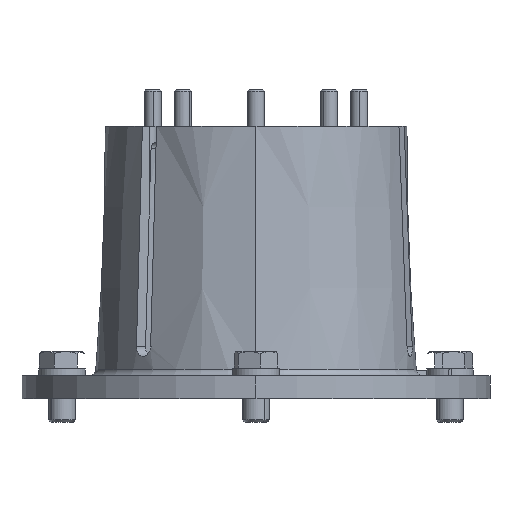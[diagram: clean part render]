
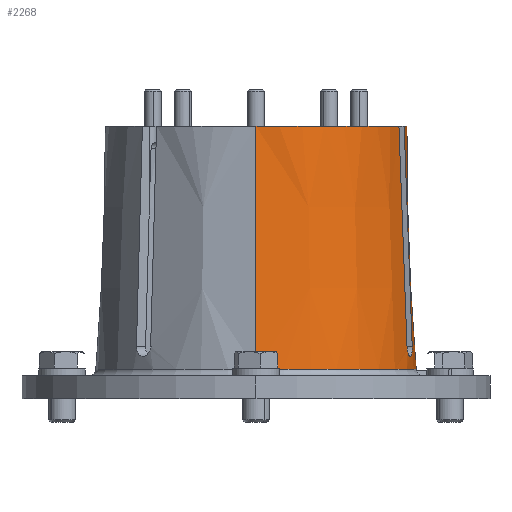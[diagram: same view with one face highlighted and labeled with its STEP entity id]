
A CAD part, front view. The second image highlights one B-rep face of the part: STEP entity #2268.
In plain terms, the highlighted conical face has half-angle 2.173 degrees and reference radius 71.705 mm.
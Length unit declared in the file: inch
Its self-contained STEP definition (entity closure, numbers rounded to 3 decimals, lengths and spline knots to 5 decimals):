
#98 = EDGE_LOOP ( 'NONE', ( #6743, #10445, #5606, #4633, #7074, #5324, #8729, #10594 ) ) ;
#153 = CARTESIAN_POINT ( 'NONE',  ( 2.76934, -0.54793, 5.005 ) ) ;
#467 = EDGE_CURVE ( 'NONE', #5236, #8221, #1187, .T. ) ;
#484 = B_SPLINE_CURVE_WITH_KNOTS ( 'NONE', 3,
 ( #2330, #6435, #3999, #9765, #4817, #10569, #5647, #700, #6466, #1532, #7310, #2361, #8124, #3194, #8961, #4031, #9797, #4844, #10595, #5678, #738, #6496, #1561, #7348, #2393, #8154, #3228, #8998, #4057, #9827, #4884, #10628, #5709, #769 ),
 .UNSPECIFIED., .F., .F.,
 ( 4, 2, 2, 2, 2, 2, 2, 2, 2, 2, 2, 2, 2, 2, 2, 2, 4 ),
 ( 0., 0.00093, 0.00186, 0.00279, 0.00373, 0.00466, 0.00559, 0.00652, 0.00745, 0.00838, 0.00931, 0.01025, 0.01118, 0.01211, 0.01304, 0.01397, 0.0149 ),
 .UNSPECIFIED. ) ;
#688 = CARTESIAN_POINT ( 'NONE',  ( 2.92063, -0.58847, 0.885 ) ) ;
#700 = CARTESIAN_POINT ( 'NONE',  ( 2.91701, -0.62718, 0.77075 ) ) ;
#738 = CARTESIAN_POINT ( 'NONE',  ( 2.86815, -0.83095, 0.70704 ) ) ;
#769 = CARTESIAN_POINT ( 'NONE',  ( 2.82357, -0.95069, 0.885 ) ) ;
#883 = VERTEX_POINT ( 'NONE', #4662 ) ;
#908 = AXIS2_PLACEMENT_3D ( 'NONE', #7921, #3834, #9599 ) ;
#1160 = DIRECTION ( 'NONE',  ( 0., -0.038, -0.999 ) ) ;
#1187 = B_SPLINE_CURVE_WITH_KNOTS ( 'NONE', 3,
 ( #2619, #5113, #6750, #1830, #7585, #2658, #8411 ),
 .UNSPECIFIED., .F., .F.,
 ( 4, 3, 4 ),
 ( 0., 0.08896, 0.10472 ),
 .UNSPECIFIED. ) ;
#1279 = EDGE_CURVE ( 'NONE', #8030, #5089, #4115, .T. ) ;
#1532 = CARTESIAN_POINT ( 'NONE',  ( 2.91259, -0.65207, 0.74381 ) ) ;
#1561 = CARTESIAN_POINT ( 'NONE',  ( 2.85803, -0.86311, 0.7223 ) ) ;
#1578 = DIRECTION ( 'NONE',  ( 0., 0., 1. ) ) ;
#1682 = CIRCLE ( 'NONE', #5703, 2.82303 ) ;
#1830 = CARTESIAN_POINT ( 'NONE',  ( 2.69505, -0.91625, 4.38501 ) ) ;
#1853 = B_SPLINE_CURVE_WITH_KNOTS ( 'NONE', 3,
 ( #8919, #5598, #9754, #4806, #10558, #5636, #688 ),
 .UNSPECIFIED., .F., .F.,
 ( 4, 3, 4 ),
 ( -0.01576, 0., 0.08896 ),
 .UNSPECIFIED. ) ;
#2140 = CIRCLE ( 'NONE', #3469, 2.82303 ) ;
#2186 = CARTESIAN_POINT ( 'NONE',  ( 0., 2.82303, 5.005 ) ) ;
#2268 = ADVANCED_FACE ( 'NONE', ( #5513 ), #7441, .T. ) ;
#2330 = CARTESIAN_POINT ( 'NONE',  ( 2.92063, -0.58847, 0.885 ) ) ;
#2361 = CARTESIAN_POINT ( 'NONE',  ( 2.9067, -0.68146, 0.72234 ) ) ;
#2393 = CARTESIAN_POINT ( 'NONE',  ( 2.84848, -0.89139, 0.74362 ) ) ;
#2410 = CARTESIAN_POINT ( 'NONE',  ( 0., -2.99544, 0.46026 ) ) ;
#2619 = CARTESIAN_POINT ( 'NONE',  ( 2.82357, -0.95069, 0.885 ) ) ;
#2658 = CARTESIAN_POINT ( 'NONE',  ( 2.67987, -0.91218, 4.79834 ) ) ;
#2690 = EDGE_CURVE ( 'NONE', #8221, #8447, #2140, .T. ) ;
#3182 = EDGE_CURVE ( 'NONE', #4709, #883, #1853, .T. ) ;
#3194 = CARTESIAN_POINT ( 'NONE',  ( 2.89943, -0.71417, 0.70714 ) ) ;
#3228 = CARTESIAN_POINT ( 'NONE',  ( 2.83983, -0.91523, 0.77058 ) ) ;
#3469 = AXIS2_PLACEMENT_3D ( 'NONE', #4872, #10617, #5696 ) ;
#3618 = CARTESIAN_POINT ( 'NONE',  ( 0., 2.82303, 5.005 ) ) ;
#3834 = DIRECTION ( 'NONE',  ( 0., 0., -1. ) ) ;
#3906 = CARTESIAN_POINT ( 'NONE',  ( 0., 0., 5.005 ) ) ;
#3999 = CARTESIAN_POINT ( 'NONE',  ( 2.92129, -0.5899, 0.86043 ) ) ;
#4031 = CARTESIAN_POINT ( 'NONE',  ( 2.89091, -0.7492, 0.6987 ) ) ;
#4057 = CARTESIAN_POINT ( 'NONE',  ( 2.83265, -0.93344, 0.80182 ) ) ;
#4115 = LINE ( 'NONE', #3618, #6029 ) ;
#4633 = ORIENTED_EDGE ( 'NONE', *, *, #1279, .F. ) ;
#4662 = CARTESIAN_POINT ( 'NONE',  ( 2.92063, -0.58847, 0.885 ) ) ;
#4709 = VERTEX_POINT ( 'NONE', #153 ) ;
#4727 = DIRECTION ( 'NONE',  ( 0., 1., 0. ) ) ;
#4806 = CARTESIAN_POINT ( 'NONE',  ( 2.79211, -0.55403, 4.38501 ) ) ;
#4817 = CARTESIAN_POINT ( 'NONE',  ( 2.92094, -0.59847, 0.82457 ) ) ;
#4844 = CARTESIAN_POINT ( 'NONE',  ( 2.88155, -0.78464, 0.69749 ) ) ;
#4862 = CARTESIAN_POINT ( 'NONE',  ( 0., 2.99544, 0.46026 ) ) ;
#4872 = CARTESIAN_POINT ( 'NONE',  ( 0., 0., 5.005 ) ) ;
#4884 = CARTESIAN_POINT ( 'NONE',  ( 2.82729, -0.94542, 0.8362 ) ) ;
#4975 = EDGE_CURVE ( 'NONE', #8030, #4709, #1682, .T. ) ;
#5089 = VERTEX_POINT ( 'NONE', #4862 ) ;
#5101 = VERTEX_POINT ( 'NONE', #2410 ) ;
#5113 = CARTESIAN_POINT ( 'NONE',  ( 2.78074, -0.93921, 2.05167 ) ) ;
#5236 = VERTEX_POINT ( 'NONE', #5887 ) ;
#5324 = ORIENTED_EDGE ( 'NONE', *, *, #3182, .T. ) ;
#5370 = EDGE_CURVE ( 'NONE', #8447, #5101, #6330, .T. ) ;
#5425 = CIRCLE ( 'NONE', #10690, 2.99544 ) ;
#5513 = FACE_OUTER_BOUND ( 'NONE', #98, .T. ) ;
#5598 = CARTESIAN_POINT ( 'NONE',  ( 2.77693, -0.54996, 4.79834 ) ) ;
#5606 = ORIENTED_EDGE ( 'NONE', *, *, #8763, .T. ) ;
#5636 = CARTESIAN_POINT ( 'NONE',  ( 2.87779, -0.57699, 2.05167 ) ) ;
#5647 = CARTESIAN_POINT ( 'NONE',  ( 2.91909, -0.61366, 0.79111 ) ) ;
#5678 = CARTESIAN_POINT ( 'NONE',  ( 2.87152, -0.81974, 0.70349 ) ) ;
#5696 = DIRECTION ( 'NONE',  ( 0., 1., 0. ) ) ;
#5703 = AXIS2_PLACEMENT_3D ( 'NONE', #3906, #9679, #4727 ) ;
#5709 = CARTESIAN_POINT ( 'NONE',  ( 2.82403, -0.95081, 0.87261 ) ) ;
#5887 = CARTESIAN_POINT ( 'NONE',  ( 2.82357, -0.95069, 0.885 ) ) ;
#6029 = VECTOR ( 'NONE', #10203, 39.37008 ) ;
#6330 = LINE ( 'NONE', #10208, #8504 ) ;
#6435 = CARTESIAN_POINT ( 'NONE',  ( 2.92109, -0.58859, 0.87261 ) ) ;
#6466 = CARTESIAN_POINT ( 'NONE',  ( 2.91569, -0.63501, 0.7611 ) ) ;
#6496 = CARTESIAN_POINT ( 'NONE',  ( 2.8614, -0.85265, 0.71643 ) ) ;
#6520 = CARTESIAN_POINT ( 'NONE',  ( 0., 0., 0.46026 ) ) ;
#6536 = CARTESIAN_POINT ( 'NONE',  ( 2.67229, -0.91015, 5.005 ) ) ;
#6743 = ORIENTED_EDGE ( 'NONE', *, *, #2690, .T. ) ;
#6750 = CARTESIAN_POINT ( 'NONE',  ( 2.7379, -0.92773, 3.21834 ) ) ;
#7074 = ORIENTED_EDGE ( 'NONE', *, *, #4975, .T. ) ;
#7310 = CARTESIAN_POINT ( 'NONE',  ( 2.91081, -0.66136, 0.73605 ) ) ;
#7348 = CARTESIAN_POINT ( 'NONE',  ( 2.85159, -0.88242, 0.73587 ) ) ;
#7365 = DIRECTION ( 'NONE',  ( 0., 1., 0. ) ) ;
#7441 = CONICAL_SURFACE ( 'NONE', #908, 2.82303, 0.038 ) ;
#7585 = CARTESIAN_POINT ( 'NONE',  ( 2.68746, -0.91422, 4.59167 ) ) ;
#7625 = CARTESIAN_POINT ( 'NONE',  ( 0., -2.82303, 5.005 ) ) ;
#7921 = CARTESIAN_POINT ( 'NONE',  ( 0., 0., 5.005 ) ) ;
#8030 = VERTEX_POINT ( 'NONE', #2186 ) ;
#8124 = CARTESIAN_POINT ( 'NONE',  ( 2.9044, -0.69214, 0.7165 ) ) ;
#8154 = CARTESIAN_POINT ( 'NONE',  ( 2.84256, -0.90793, 0.76111 ) ) ;
#8221 = VERTEX_POINT ( 'NONE', #6536 ) ;
#8411 = CARTESIAN_POINT ( 'NONE',  ( 2.67229, -0.91015, 5.005 ) ) ;
#8447 = VERTEX_POINT ( 'NONE', #7625 ) ;
#8504 = VECTOR ( 'NONE', #1160, 39.37008 ) ;
#8729 = ORIENTED_EDGE ( 'NONE', *, *, #9316, .T. ) ;
#8763 = EDGE_CURVE ( 'NONE', #5101, #5089, #5425, .T. ) ;
#8919 = CARTESIAN_POINT ( 'NONE',  ( 2.76934, -0.54793, 5.005 ) ) ;
#8961 = CARTESIAN_POINT ( 'NONE',  ( 2.89672, -0.72567, 0.70354 ) ) ;
#8998 = CARTESIAN_POINT ( 'NONE',  ( 2.83489, -0.92796, 0.79087 ) ) ;
#9316 = EDGE_CURVE ( 'NONE', #883, #5236, #484, .T. ) ;
#9599 = DIRECTION ( 'NONE',  ( 0., 1., 0. ) ) ;
#9679 = DIRECTION ( 'NONE',  ( 0., 0., -1. ) ) ;
#9754 = CARTESIAN_POINT ( 'NONE',  ( 2.78452, -0.552, 4.59167 ) ) ;
#9765 = CARTESIAN_POINT ( 'NONE',  ( 2.92122, -0.59481, 0.83647 ) ) ;
#9797 = CARTESIAN_POINT ( 'NONE',  ( 2.88788, -0.76099, 0.69751 ) ) ;
#9827 = CARTESIAN_POINT ( 'NONE',  ( 2.82885, -0.94217, 0.82452 ) ) ;
#10203 = DIRECTION ( 'NONE',  ( 0., 0.038, -0.999 ) ) ;
#10208 = CARTESIAN_POINT ( 'NONE',  ( 0., -2.82303, 5.005 ) ) ;
#10445 = ORIENTED_EDGE ( 'NONE', *, *, #5370, .T. ) ;
#10558 = CARTESIAN_POINT ( 'NONE',  ( 2.83496, -0.56551, 3.21834 ) ) ;
#10569 = CARTESIAN_POINT ( 'NONE',  ( 2.91987, -0.60792, 0.80188 ) ) ;
#10594 = ORIENTED_EDGE ( 'NONE', *, *, #467, .T. ) ;
#10595 = CARTESIAN_POINT ( 'NONE',  ( 2.87821, -0.79662, 0.69871 ) ) ;
#10617 = DIRECTION ( 'NONE',  ( 0., 0., -1. ) ) ;
#10628 = CARTESIAN_POINT ( 'NONE',  ( 2.82488, -0.94975, 0.86021 ) ) ;
#10690 = AXIS2_PLACEMENT_3D ( 'NONE', #6520, #1578, #7365 ) ;
